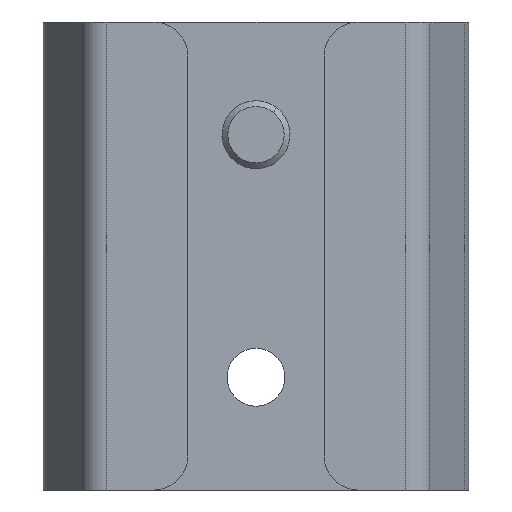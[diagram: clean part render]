
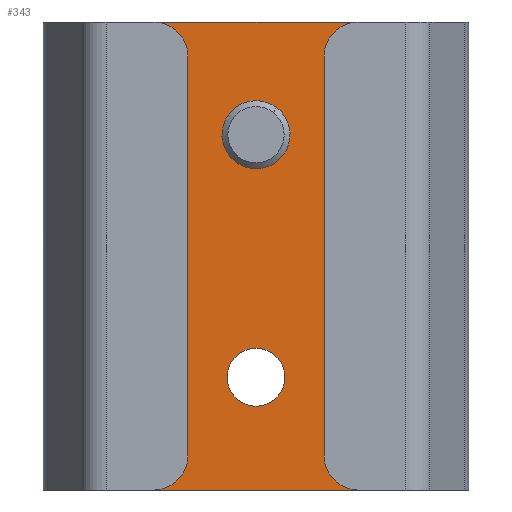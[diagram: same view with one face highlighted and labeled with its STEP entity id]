
A CAD part, front view. The second image highlights one B-rep face of the part: STEP entity #343.
In plain terms, the highlighted planar face has unit normal (0, -1, 0).
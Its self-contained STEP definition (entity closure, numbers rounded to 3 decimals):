
#58 = EDGE_CURVE ( 'NONE', #402, #375, #590, .T. ) ;
#63 = EDGE_CURVE ( 'NONE', #375, #402, #3448, .T. ) ;
#77 = AXIS2_PLACEMENT_3D ( 'NONE', #1435, #789, #1515 ) ;
#109 = DIRECTION ( 'NONE',  ( -1., 0., 0. ) ) ;
#161 = ORIENTED_EDGE ( 'NONE', *, *, #2456, .T. ) ;
#180 = VERTEX_POINT ( 'NONE', #1618 ) ;
#226 = ORIENTED_EDGE ( 'NONE', *, *, #1078, .F. ) ;
#275 = AXIS2_PLACEMENT_3D ( 'NONE', #959, #3222, #109 ) ;
#281 = DIRECTION ( 'NONE',  ( -1., 0., 0. ) ) ;
#309 = CARTESIAN_POINT ( 'NONE',  ( 50.521, 48.304, 19.654 ) ) ;
#343 = ADVANCED_FACE ( 'NONE', ( #1578, #2237, #1486 ), #3600, .F. ) ;
#366 = DIRECTION ( 'NONE',  ( 0., 1., 0. ) ) ;
#375 = VERTEX_POINT ( 'NONE', #619 ) ;
#386 = LINE ( 'NONE', #2910, #1144 ) ;
#402 = VERTEX_POINT ( 'NONE', #1998 ) ;
#419 = DIRECTION ( 'NONE',  ( 0., 1., 0. ) ) ;
#587 = AXIS2_PLACEMENT_3D ( 'NONE', #918, #366, #1781 ) ;
#590 = CIRCLE ( 'NONE', #2400, 3.4 ) ;
#619 = CARTESIAN_POINT ( 'NONE',  ( 29.121, 48.304, 32.904 ) ) ;
#695 = EDGE_LOOP ( 'NONE', ( #838, #1915 ) ) ;
#789 = DIRECTION ( 'NONE',  ( 0., 1., 0. ) ) ;
#831 = CIRCLE ( 'NONE', #587, 3.4 ) ;
#837 = VERTEX_POINT ( 'NONE', #2223 ) ;
#838 = ORIENTED_EDGE ( 'NONE', *, *, #2174, .T. ) ;
#841 = CARTESIAN_POINT ( 'NONE',  ( 32.521, 48.304, 19.654 ) ) ;
#918 = CARTESIAN_POINT ( 'NONE',  ( 32.521, 48.304, 61.404 ) ) ;
#932 = VERTEX_POINT ( 'NONE', #1760 ) ;
#959 = CARTESIAN_POINT ( 'NONE',  ( 32.521, 48.304, 32.904 ) ) ;
#987 = CARTESIAN_POINT ( 'NONE',  ( 14.521, 48.304, 74.654 ) ) ;
#1078 = EDGE_CURVE ( 'NONE', #3185, #837, #386, .T. ) ;
#1126 = EDGE_CURVE ( 'NONE', #3185, #3097, #1400, .T. ) ;
#1144 = VECTOR ( 'NONE', #2885, 1000. ) ;
#1190 = VECTOR ( 'NONE', #2662, 1000. ) ;
#1295 = CARTESIAN_POINT ( 'NONE',  ( 14.521, 48.304, 19.654 ) ) ;
#1397 = VERTEX_POINT ( 'NONE', #309 ) ;
#1400 = LINE ( 'NONE', #1295, #1190 ) ;
#1412 = DIRECTION ( 'NONE',  ( 0., 1., 0. ) ) ;
#1435 = CARTESIAN_POINT ( 'NONE',  ( 32.521, 48.304, 74.654 ) ) ;
#1486 = FACE_OUTER_BOUND ( 'NONE', #2086, .T. ) ;
#1515 = DIRECTION ( 'NONE',  ( -1., 0., 0. ) ) ;
#1578 = FACE_BOUND ( 'NONE', #695, .T. ) ;
#1582 = CIRCLE ( 'NONE', #2664, 3.4 ) ;
#1616 = EDGE_CURVE ( 'NONE', #3097, #1397, #2291, .T. ) ;
#1618 = CARTESIAN_POINT ( 'NONE',  ( 35.921, 48.304, 61.404 ) ) ;
#1760 = CARTESIAN_POINT ( 'NONE',  ( 29.121, 48.304, 61.404 ) ) ;
#1781 = DIRECTION ( 'NONE',  ( -1., 0., 0. ) ) ;
#1819 = DIRECTION ( 'NONE',  ( -1., 0., 0. ) ) ;
#1915 = ORIENTED_EDGE ( 'NONE', *, *, #2738, .T. ) ;
#1923 = DIRECTION ( 'NONE',  ( 1., 0., 0. ) ) ;
#1998 = CARTESIAN_POINT ( 'NONE',  ( 35.921, 48.304, 32.904 ) ) ;
#1999 = VECTOR ( 'NONE', #1923, 1000. ) ;
#2044 = VECTOR ( 'NONE', #2117, 1000. ) ;
#2052 = ORIENTED_EDGE ( 'NONE', *, *, #58, .T. ) ;
#2086 = EDGE_LOOP ( 'NONE', ( #2744, #161, #226, #3189 ) ) ;
#2117 = DIRECTION ( 'NONE',  ( 0., 0., 1. ) ) ;
#2135 = EDGE_LOOP ( 'NONE', ( #3484, #2052 ) ) ;
#2174 = EDGE_CURVE ( 'NONE', #932, #180, #831, .T. ) ;
#2223 = CARTESIAN_POINT ( 'NONE',  ( 50.521, 48.304, 74.654 ) ) ;
#2237 = FACE_BOUND ( 'NONE', #2135, .T. ) ;
#2291 = LINE ( 'NONE', #841, #1999 ) ;
#2400 = AXIS2_PLACEMENT_3D ( 'NONE', #2935, #419, #1819 ) ;
#2456 = EDGE_CURVE ( 'NONE', #1397, #837, #3420, .T. ) ;
#2585 = CARTESIAN_POINT ( 'NONE',  ( 14.521, 48.304, 19.654 ) ) ;
#2662 = DIRECTION ( 'NONE',  ( 0., 0., -1. ) ) ;
#2664 = AXIS2_PLACEMENT_3D ( 'NONE', #3380, #1412, #281 ) ;
#2738 = EDGE_CURVE ( 'NONE', #180, #932, #1582, .T. ) ;
#2744 = ORIENTED_EDGE ( 'NONE', *, *, #1616, .T. ) ;
#2885 = DIRECTION ( 'NONE',  ( 1., 0., 0. ) ) ;
#2910 = CARTESIAN_POINT ( 'NONE',  ( 32.521, 48.304, 74.654 ) ) ;
#2935 = CARTESIAN_POINT ( 'NONE',  ( 32.521, 48.304, 32.904 ) ) ;
#3097 = VERTEX_POINT ( 'NONE', #2585 ) ;
#3185 = VERTEX_POINT ( 'NONE', #987 ) ;
#3189 = ORIENTED_EDGE ( 'NONE', *, *, #1126, .T. ) ;
#3222 = DIRECTION ( 'NONE',  ( 0., 1., 0. ) ) ;
#3380 = CARTESIAN_POINT ( 'NONE',  ( 32.521, 48.304, 61.404 ) ) ;
#3420 = LINE ( 'NONE', #3560, #2044 ) ;
#3448 = CIRCLE ( 'NONE', #275, 3.4 ) ;
#3484 = ORIENTED_EDGE ( 'NONE', *, *, #63, .T. ) ;
#3560 = CARTESIAN_POINT ( 'NONE',  ( 50.521, 48.304, 74.654 ) ) ;
#3600 = PLANE ( 'NONE',  #77 ) ;
